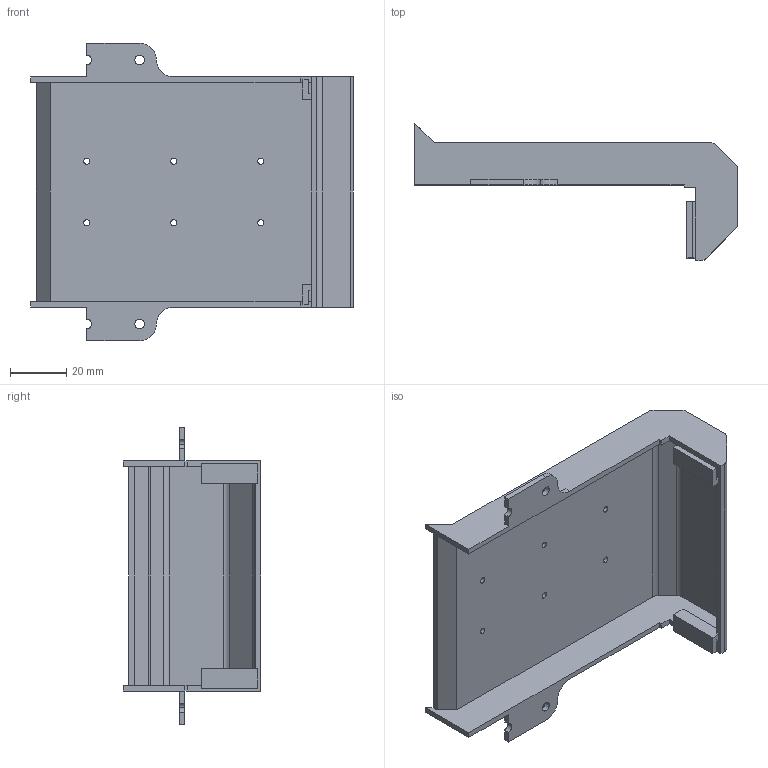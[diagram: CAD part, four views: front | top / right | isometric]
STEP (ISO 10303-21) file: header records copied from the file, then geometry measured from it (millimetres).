
FILE_DESCRIPTION (( 'STEP AP214' ), '1' );
FILE_NAME ('ヶ蚾樅.STEP', '2022-08-16T13:27:20', ( '' ), ( '' ), 'SwSTEP 2.0', 'SolidWorks 2021', '' );
FILE_SCHEMA (( 'AUTOMOTIVE_DESIGN' ));
Length unit declared in the file: millimetre
Products named in the file (1): ヶ蚾樅
Bounding box: 115 x 49 x 106 mm (x, y, z)
Volume: 33427.6 mm3; surface area: 36094.7 mm2
Topology: 1 solids, 1 shells, 82 faces, 240 edges, 160 vertices
Faces by surface type: plane 50, cylinder 32
Entity records: 2796 total; most frequent: CARTESIAN_POINT 483, ORIENTED_EDGE 480, DIRECTION 472, EDGE_CURVE 240, LINE 174, VECTOR 174, VERTEX_POINT 160, AXIS2_PLACEMENT_3D 149
